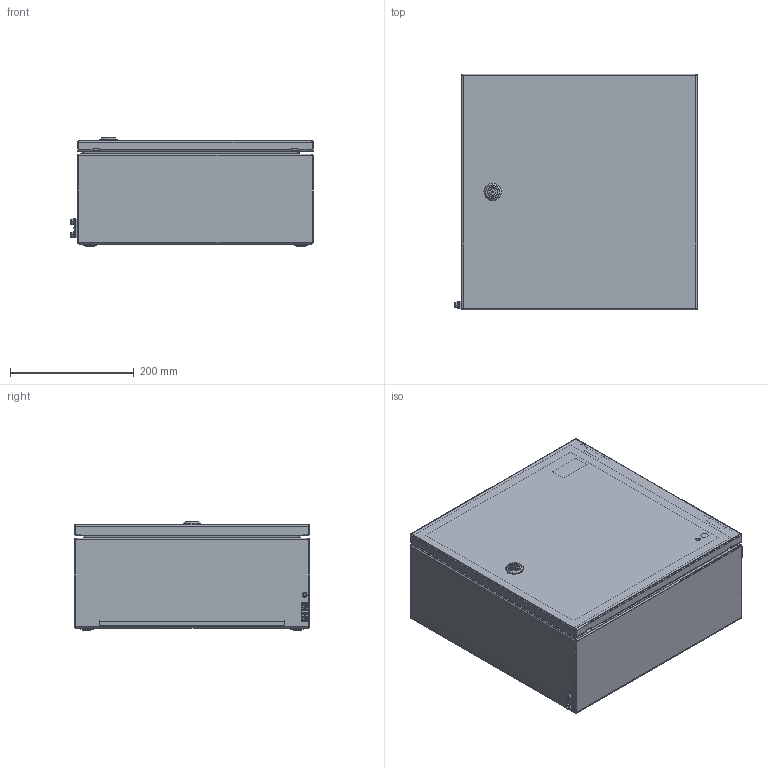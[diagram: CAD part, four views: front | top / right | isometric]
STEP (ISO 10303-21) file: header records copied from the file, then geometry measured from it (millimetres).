
FILE_DESCRIPTION (( 'STEP AP214' ), '1' );
FILE_NAME ('34004416.STEP', '2017-12-14T10:46:00', ( 'Admin' ), ( 'Hewlett-Packard Company' ), 'SwSTEP 2.0', 'SolidWorks 2017', '' );
FILE_SCHEMA (( 'AUTOMOTIVE_DESIGN' ));
Length unit declared in the file: millimetre
Products named in the file (36): 42045_Stift_umgedreht; 34004416; 420454; 420453; 420452; 92684; 56045; 93238; 42137; 83015; 42067; 95498; 95947; 42067_Betaetigung; 86003_Bl.1,25; 42067_O-Ring; 92081; 42067_Federsch; 94753; 42090; 83160; 82204; 82156; 42066; 93171; 42066_Mutter; 56137_Ex; 42066_Geh; 42111; 93379; 42124_Ex; 82410_37004416; 56145_Ex; 42132_Ex; 42045
Assembly tree (55 placements, depth 5):
  34004416
    56145_Ex
      42132_Ex
      82410_37004416
      93379
      56045
        42066
          42066_Geh
          42066_Mutter
        82204
        42090
        42067
          42067_Federsch
          42067_O-Ring
          42067_Betaetigung
          42067
        42137
      42045_Stift_umgedreht
        420452
        420453
        420454
      42045
        420452
        420453
        420454
    56137_Ex
      42124_Ex
      42111  x2
    93171  x4
    82156  x4
    83160  x2
    94753  x4
    92081  x4
    86003_Bl.1,25  x2
    95947
    95498
    83015  x2
    93238  x2
    92684
Bounding box: 391 x 380 x 175.82 mm (x, y, z)
Volume: 948249 mm3; surface area: 1319165.9 mm2
Topology: 48 solids, 48 shells, 1599 faces, 3864 edges, 2396 vertices
Faces by surface type: cylinder 684, plane 612, bspline 122, torus 80, cone 65, sphere 36
Entity records: 37051 total; most frequent: CARTESIAN_POINT 9705, DIRECTION 5309, ORIENTED_EDGE 5230, EDGE_CURVE 2615, AXIS2_PLACEMENT_3D 1987, VERTEX_POINT 1601, VECTOR 1335, LINE 1335
